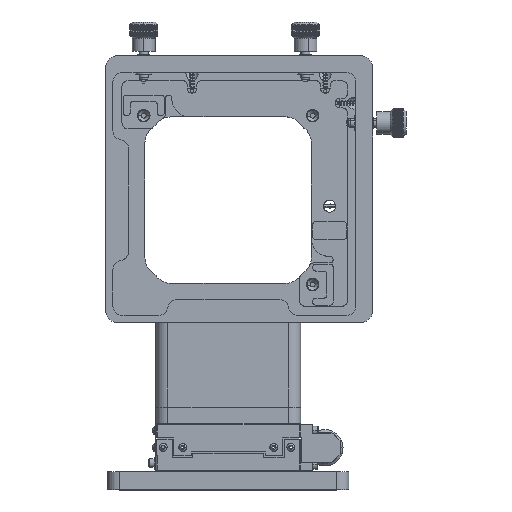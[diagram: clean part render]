
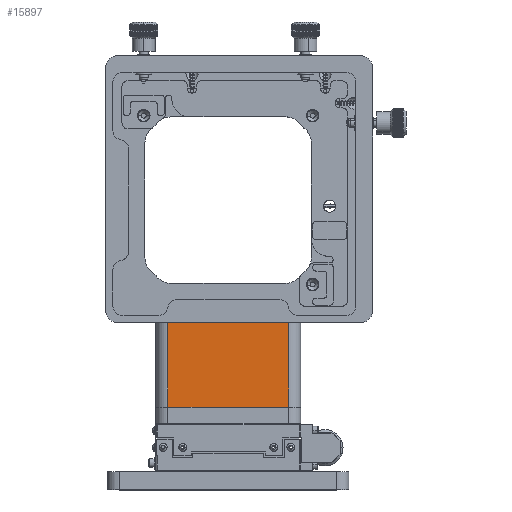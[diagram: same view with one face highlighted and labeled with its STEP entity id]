
A CAD part, top view. The second image highlights one B-rep face of the part: STEP entity #15897.
In plain terms, the highlighted planar face has unit normal (0, 0, 1).
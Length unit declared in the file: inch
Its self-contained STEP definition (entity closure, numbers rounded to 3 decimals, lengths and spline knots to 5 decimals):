
#3874 = CARTESIAN_POINT ( 'NONE',  ( -1.25, -2.53875, 0. ) ) ;
#4286 = VECTOR ( 'NONE', #21742, 39.37008 ) ;
#6764 = ORIENTED_EDGE ( 'NONE', *, *, #7445, .T. ) ;
#7445 = EDGE_CURVE ( 'NONE', #80717, #90791, #93905, .T. ) ;
#9801 = VERTEX_POINT ( 'NONE', #24877 ) ;
#11307 = VECTOR ( 'NONE', #36099, 39.37008 ) ;
#11628 = DIRECTION ( 'NONE',  ( 0., -1., 0. ) ) ;
#13005 = CARTESIAN_POINT ( 'NONE',  ( 1.5, -2.53875, 0. ) ) ;
#15897 = ADVANCED_FACE ( 'NONE', ( #45776 ), #62349, .F. ) ;
#17205 = LINE ( 'NONE', #105983, #11307 ) ;
#21742 = DIRECTION ( 'NONE',  ( 0., 1., 0. ) ) ;
#22041 = CARTESIAN_POINT ( 'NONE',  ( 1.5, -2.53875, 0. ) ) ;
#24877 = CARTESIAN_POINT ( 'NONE',  ( -1.25, -2.53875, 0. ) ) ;
#32489 = DIRECTION ( 'NONE',  ( 1., 0., 0. ) ) ;
#36099 = DIRECTION ( 'NONE',  ( 1., 0., 0. ) ) ;
#45776 = FACE_OUTER_BOUND ( 'NONE', #92201, .T. ) ;
#47535 = DIRECTION ( 'NONE',  ( -1., 0., 0. ) ) ;
#48318 = EDGE_CURVE ( 'NONE', #9801, #62399, #101609, .T. ) ;
#54368 = VECTOR ( 'NONE', #11628, 39.37008 ) ;
#54853 = VECTOR ( 'NONE', #32489, 39.37008 ) ;
#57838 = CARTESIAN_POINT ( 'NONE',  ( 1.25, -2.53875, 0. ) ) ;
#62349 = PLANE ( 'NONE',  #68214 ) ;
#62399 = VERTEX_POINT ( 'NONE', #68473 ) ;
#63818 = ORIENTED_EDGE ( 'NONE', *, *, #48318, .T. ) ;
#64914 = CARTESIAN_POINT ( 'NONE',  ( 1.25, -4.28875, 0. ) ) ;
#66985 = DIRECTION ( 'NONE',  ( 0., 0., -1. ) ) ;
#68214 = AXIS2_PLACEMENT_3D ( 'NONE', #22041, #66985, #47535 ) ;
#68473 = CARTESIAN_POINT ( 'NONE',  ( -1.25, -4.28875, 0. ) ) ;
#72166 = ORIENTED_EDGE ( 'NONE', *, *, #97592, .T. ) ;
#80717 = VERTEX_POINT ( 'NONE', #64914 ) ;
#82847 = ORIENTED_EDGE ( 'NONE', *, *, #105857, .F. ) ;
#90791 = VERTEX_POINT ( 'NONE', #110556 ) ;
#92201 = EDGE_LOOP ( 'NONE', ( #72166, #6764, #82847, #63818 ) ) ;
#93905 = LINE ( 'NONE', #57838, #4286 ) ;
#97592 = EDGE_CURVE ( 'NONE', #62399, #80717, #17205, .T. ) ;
#101609 = LINE ( 'NONE', #3874, #54368 ) ;
#105857 = EDGE_CURVE ( 'NONE', #9801, #90791, #111828, .T. ) ;
#105983 = CARTESIAN_POINT ( 'NONE',  ( 1.5, -4.28875, 0. ) ) ;
#110556 = CARTESIAN_POINT ( 'NONE',  ( 1.25, -2.53875, 0. ) ) ;
#111828 = LINE ( 'NONE', #13005, #54853 ) ;
